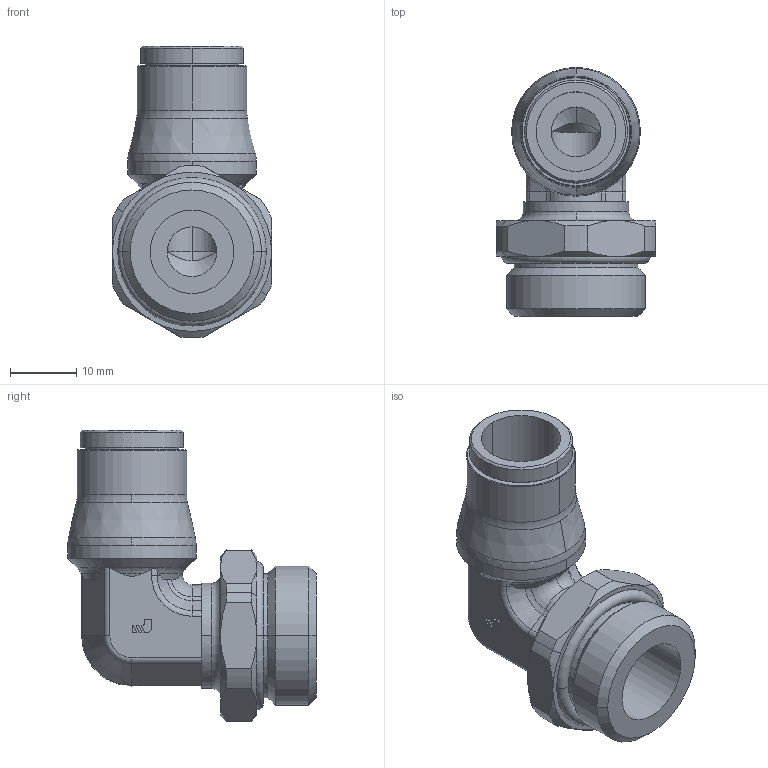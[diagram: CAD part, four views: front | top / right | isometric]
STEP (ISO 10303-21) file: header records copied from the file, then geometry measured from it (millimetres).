
FILE_DESCRIPTION(('STEP AP214'),'1');
FILE_NAME('3699_12_21.stp','2016-07-07T14:17:03',('TraceParts'),('TraceParts S.A.'),'Spatial InterOp 3D',' ',' ');
FILE_SCHEMA(('automotive_design'));
Length unit declared in the file: millimetre
Products named in the file (1): 1
Bounding box: 24 x 37.5 x 43.99 mm (x, y, z)
Volume: 10149.8 mm3; surface area: 6062.3 mm2
Topology: 1 solids, 1 shells, 166 faces, 409 edges, 254 vertices
Faces by surface type: plane 52, cylinder 50, cone 41, torus 23
Entity records: 5165 total; most frequent: CARTESIAN_POINT 1216, DIRECTION 876, ORIENTED_EDGE 818, EDGE_CURVE 409, AXIS2_PLACEMENT_3D 364, VERTEX_POINT 254, CIRCLE 195, EDGE_LOOP 177
